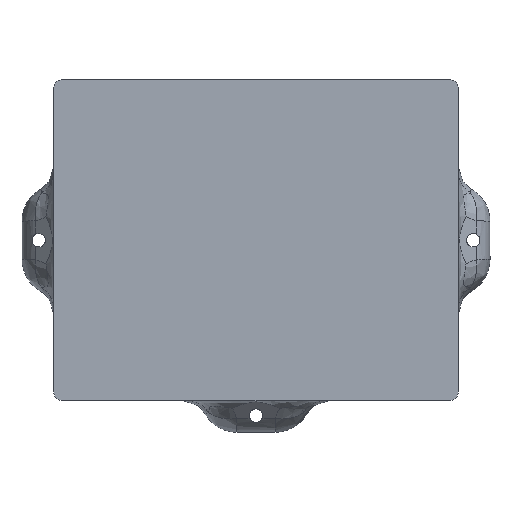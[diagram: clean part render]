
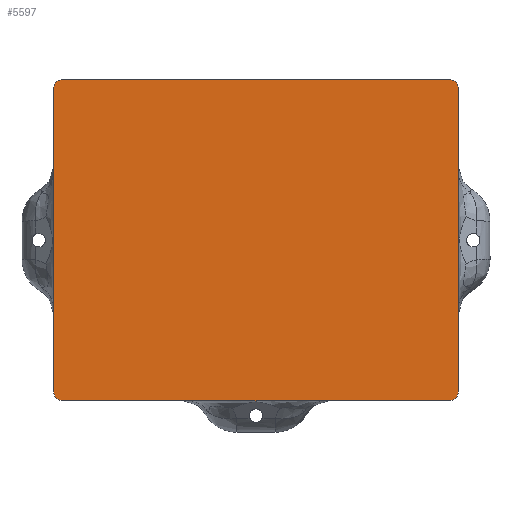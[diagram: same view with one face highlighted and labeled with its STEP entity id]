
A CAD part, front view. The second image highlights one B-rep face of the part: STEP entity #5597.
In plain terms, the highlighted planar face has unit normal (0, -1, 0).
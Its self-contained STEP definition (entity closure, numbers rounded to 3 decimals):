
#284=PLANE('',#6080);
#527=FACE_OUTER_BOUND('',#884,.T.);
#884=EDGE_LOOP('',(#4814,#4815,#4816,#4817,#4818,#4819,#4820,#4821));
#1059=LINE('',#8120,#1546);
#1097=LINE('',#8313,#1584);
#1116=LINE('',#8385,#1603);
#1126=LINE('',#8425,#1613);
#1546=VECTOR('',#6440,10.);
#1584=VECTOR('',#6570,10.);
#1603=VECTOR('',#6627,10.);
#1613=VECTOR('',#6661,10.);
#2009=CIRCLE('',#5747,2.5);
#2053=CIRCLE('',#5794,2.5);
#2070=CIRCLE('',#5813,2.5);
#2080=CIRCLE('',#5825,2.5);
#2351=VERTEX_POINT('',#8067);
#2352=VERTEX_POINT('',#8068);
#2363=VERTEX_POINT('',#8118);
#2436=VERTEX_POINT('',#8270);
#2442=VERTEX_POINT('',#8311);
#2475=VERTEX_POINT('',#8379);
#2476=VERTEX_POINT('',#8383);
#2494=VERTEX_POINT('',#8421);
#2898=EDGE_CURVE('',#2351,#2352,#2009,.T.);
#2911=EDGE_CURVE('',#2351,#2363,#1059,.T.);
#2988=EDGE_CURVE('',#2436,#2363,#2053,.T.);
#2996=EDGE_CURVE('',#2436,#2442,#1097,.T.);
#3030=EDGE_CURVE('',#2475,#2442,#2070,.T.);
#3032=EDGE_CURVE('',#2475,#2476,#1116,.T.);
#3050=EDGE_CURVE('',#2494,#2476,#2080,.T.);
#3052=EDGE_CURVE('',#2494,#2352,#1126,.T.);
#4814=ORIENTED_EDGE('',*,*,#2898,.F.);
#4815=ORIENTED_EDGE('',*,*,#2911,.T.);
#4816=ORIENTED_EDGE('',*,*,#2988,.F.);
#4817=ORIENTED_EDGE('',*,*,#2996,.T.);
#4818=ORIENTED_EDGE('',*,*,#3030,.F.);
#4819=ORIENTED_EDGE('',*,*,#3032,.T.);
#4820=ORIENTED_EDGE('',*,*,#3050,.F.);
#4821=ORIENTED_EDGE('',*,*,#3052,.T.);
#5597=ADVANCED_FACE('',(#527),#284,.T.);
#5747=AXIS2_PLACEMENT_3D('',#8069,#6427,#6428);
#5794=AXIS2_PLACEMENT_3D('',#8272,#6563,#6564);
#5813=AXIS2_PLACEMENT_3D('',#8381,#6622,#6623);
#5825=AXIS2_PLACEMENT_3D('',#8422,#6656,#6657);
#6080=AXIS2_PLACEMENT_3D('',#10068,#7390,#7391);
#6427=DIRECTION('center_axis',(0.,1.,0.));
#6428=DIRECTION('ref_axis',(-0.707,0.,-0.707));
#6440=DIRECTION('',(1.,0.,0.));
#6563=DIRECTION('center_axis',(0.,1.,0.));
#6564=DIRECTION('ref_axis',(0.707,0.,-0.707));
#6570=DIRECTION('',(0.,0.,1.));
#6622=DIRECTION('center_axis',(0.,1.,0.));
#6623=DIRECTION('ref_axis',(0.707,0.,0.707));
#6627=DIRECTION('',(-1.,0.,0.));
#6656=DIRECTION('center_axis',(0.,1.,0.));
#6657=DIRECTION('ref_axis',(-0.707,0.,0.707));
#6661=DIRECTION('',(0.,0.,-1.));
#7390=DIRECTION('center_axis',(0.,-1.,0.));
#7391=DIRECTION('ref_axis',(0.,0.,-1.));
#8067=CARTESIAN_POINT('',(-52.,-9.,-43.22));
#8068=CARTESIAN_POINT('',(-54.5,-9.,-40.72));
#8069=CARTESIAN_POINT('Origin',(-52.,-9.,-40.72));
#8118=CARTESIAN_POINT('',(52.,-9.,-43.22));
#8120=CARTESIAN_POINT('',(-54.5,-9.,-43.22));
#8270=CARTESIAN_POINT('',(54.5,-9.,-40.72));
#8272=CARTESIAN_POINT('Origin',(52.,-9.,-40.72));
#8311=CARTESIAN_POINT('',(54.5,-9.,40.72));
#8313=CARTESIAN_POINT('',(54.5,-9.,-43.22));
#8379=CARTESIAN_POINT('',(52.,-9.,43.22));
#8381=CARTESIAN_POINT('Origin',(52.,-9.,40.72));
#8383=CARTESIAN_POINT('',(-52.,-9.,43.22));
#8385=CARTESIAN_POINT('',(54.5,-9.,43.22));
#8421=CARTESIAN_POINT('',(-54.5,-9.,40.72));
#8422=CARTESIAN_POINT('Origin',(-52.,-9.,40.72));
#8425=CARTESIAN_POINT('',(-54.5,-9.,43.22));
#10068=CARTESIAN_POINT('Origin',(0.,-9.,0.));
